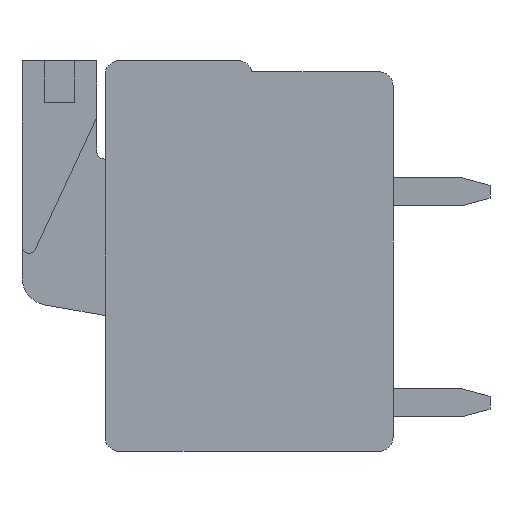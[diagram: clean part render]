
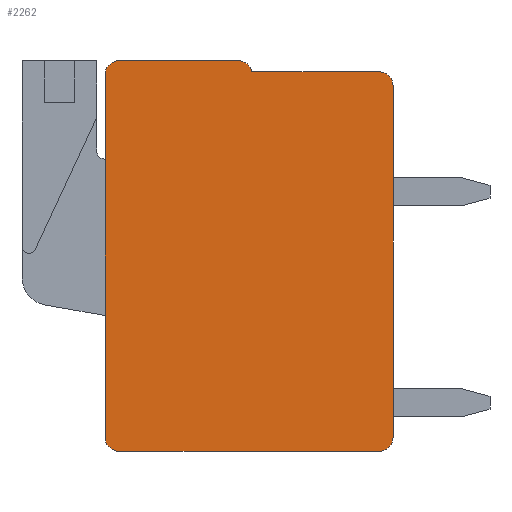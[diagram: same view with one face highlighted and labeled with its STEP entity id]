
A CAD part, left-side view. The second image highlights one B-rep face of the part: STEP entity #2262.
In plain terms, the highlighted planar face has unit normal (-1, 0, 0).
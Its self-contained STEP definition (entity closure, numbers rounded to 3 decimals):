
#14 = DIRECTION ( 'NONE',  ( 0., 0., -1. ) ) ;
#26 = VECTOR ( 'NONE', #1489, 1000. ) ;
#140 = CARTESIAN_POINT ( 'NONE',  ( 20.42, 5.1, -0.4 ) ) ;
#194 = DIRECTION ( 'NONE',  ( -1., 0., 0. ) ) ;
#309 = ORIENTED_EDGE ( 'NONE', *, *, #2503, .T. ) ;
#352 = EDGE_CURVE ( 'NONE', #3637, #988, #2059, .T. ) ;
#384 = CARTESIAN_POINT ( 'NONE',  ( 20.42, 5.59, 0. ) ) ;
#420 = CARTESIAN_POINT ( 'NONE',  ( 20.42, 10.4, 0. ) ) ;
#421 = AXIS2_PLACEMENT_3D ( 'NONE', #3121, #1131, #3463 ) ;
#487 = CIRCLE ( 'NONE', #1238, 0.5 ) ;
#525 = EDGE_CURVE ( 'NONE', #1210, #3637, #2680, .T. ) ;
#561 = CARTESIAN_POINT ( 'NONE',  ( 20.42, 0.5, -13.6 ) ) ;
#587 = PLANE ( 'NONE',  #1714 ) ;
#607 = ORIENTED_EDGE ( 'NONE', *, *, #525, .T. ) ;
#613 = VERTEX_POINT ( 'NONE', #3080 ) ;
#656 = VERTEX_POINT ( 'NONE', #3778 ) ;
#733 = EDGE_CURVE ( 'NONE', #656, #2649, #1891, .T. ) ;
#767 = VERTEX_POINT ( 'NONE', #140 ) ;
#894 = DIRECTION ( 'NONE',  ( 0., 0., -1. ) ) ;
#949 = CARTESIAN_POINT ( 'NONE',  ( 20.42, 10.4, -0.5 ) ) ;
#973 = CARTESIAN_POINT ( 'NONE',  ( 20.42, 9.9, -13.6 ) ) ;
#988 = VERTEX_POINT ( 'NONE', #949 ) ;
#1131 = DIRECTION ( 'NONE',  ( -1., 0., 0. ) ) ;
#1210 = VERTEX_POINT ( 'NONE', #384 ) ;
#1238 = AXIS2_PLACEMENT_3D ( 'NONE', #973, #3298, #1318 ) ;
#1263 = ORIENTED_EDGE ( 'NONE', *, *, #3156, .F. ) ;
#1264 = VECTOR ( 'NONE', #4123, 1000. ) ;
#1318 = DIRECTION ( 'NONE',  ( 0., 0., -1. ) ) ;
#1422 = EDGE_CURVE ( 'NONE', #3979, #613, #1698, .T. ) ;
#1429 = FACE_OUTER_BOUND ( 'NONE', #2011, .T. ) ;
#1440 = CARTESIAN_POINT ( 'NONE',  ( 20.42, 0., -0.4 ) ) ;
#1489 = DIRECTION ( 'NONE',  ( 0., 1., 0. ) ) ;
#1574 = LINE ( 'NONE', #1440, #4043 ) ;
#1698 = CIRCLE ( 'NONE', #3276, 0.5 ) ;
#1714 = AXIS2_PLACEMENT_3D ( 'NONE', #3586, #2327, #14 ) ;
#1750 = ORIENTED_EDGE ( 'NONE', *, *, #4081, .T. ) ;
#1806 = CARTESIAN_POINT ( 'NONE',  ( 20.42, 10.4, -13.6 ) ) ;
#1891 = CIRCLE ( 'NONE', #421, 0.5 ) ;
#1993 = EDGE_CURVE ( 'NONE', #767, #2649, #1574, .T. ) ;
#2011 = EDGE_LOOP ( 'NONE', ( #3359, #1263, #2238, #1750, #3852, #2093, #3496, #607, #2318, #309 ) ) ;
#2059 = CIRCLE ( 'NONE', #3224, 0.5 ) ;
#2093 = ORIENTED_EDGE ( 'NONE', *, *, #1993, .F. ) ;
#2144 = LINE ( 'NONE', #420, #1264 ) ;
#2185 = CARTESIAN_POINT ( 'NONE',  ( 20.42, 5.59, -0.5 ) ) ;
#2194 = CIRCLE ( 'NONE', #2647, 0.5 ) ;
#2238 = ORIENTED_EDGE ( 'NONE', *, *, #1422, .T. ) ;
#2262 = ADVANCED_FACE ( 'NONE', ( #1429 ), #587, .F. ) ;
#2318 = ORIENTED_EDGE ( 'NONE', *, *, #352, .T. ) ;
#2319 = CARTESIAN_POINT ( 'NONE',  ( 20.42, 0.5, -14.1 ) ) ;
#2327 = DIRECTION ( 'NONE',  ( 1., 0., 0. ) ) ;
#2407 = DIRECTION ( 'NONE',  ( -1., 0., 0. ) ) ;
#2410 = VERTEX_POINT ( 'NONE', #3381 ) ;
#2441 = LINE ( 'NONE', #2694, #4143 ) ;
#2503 = EDGE_CURVE ( 'NONE', #988, #4264, #2144, .T. ) ;
#2515 = DIRECTION ( 'NONE',  ( 0., 0., -1. ) ) ;
#2637 = EDGE_CURVE ( 'NONE', #767, #1210, #2194, .T. ) ;
#2647 = AXIS2_PLACEMENT_3D ( 'NONE', #2185, #194, #2515 ) ;
#2649 = VERTEX_POINT ( 'NONE', #2835 ) ;
#2680 = LINE ( 'NONE', #3138, #26 ) ;
#2694 = CARTESIAN_POINT ( 'NONE',  ( 20.42, 0., -14.1 ) ) ;
#2835 = CARTESIAN_POINT ( 'NONE',  ( 20.42, 0.5, -0.4 ) ) ;
#2883 = DIRECTION ( 'NONE',  ( -1., 0., 0. ) ) ;
#3036 = DIRECTION ( 'NONE',  ( 0., 0., 1. ) ) ;
#3080 = CARTESIAN_POINT ( 'NONE',  ( 20.42, 0., -13.6 ) ) ;
#3121 = CARTESIAN_POINT ( 'NONE',  ( 20.42, 0.5, -0.9 ) ) ;
#3138 = CARTESIAN_POINT ( 'NONE',  ( 20.42, 13.4, 0. ) ) ;
#3156 = EDGE_CURVE ( 'NONE', #3979, #2410, #3439, .T. ) ;
#3224 = AXIS2_PLACEMENT_3D ( 'NONE', #4198, #2407, #3678 ) ;
#3276 = AXIS2_PLACEMENT_3D ( 'NONE', #561, #2883, #894 ) ;
#3298 = DIRECTION ( 'NONE',  ( -1., 0., 0. ) ) ;
#3359 = ORIENTED_EDGE ( 'NONE', *, *, #3604, .T. ) ;
#3381 = CARTESIAN_POINT ( 'NONE',  ( 20.42, 9.9, -14.1 ) ) ;
#3439 = LINE ( 'NONE', #3608, #4255 ) ;
#3446 = DIRECTION ( 'NONE',  ( 0., -1., 0. ) ) ;
#3463 = DIRECTION ( 'NONE',  ( 0., 0., -1. ) ) ;
#3496 = ORIENTED_EDGE ( 'NONE', *, *, #2637, .T. ) ;
#3586 = CARTESIAN_POINT ( 'NONE',  ( 20.42, 13.4, -14.1 ) ) ;
#3604 = EDGE_CURVE ( 'NONE', #4264, #2410, #487, .T. ) ;
#3608 = CARTESIAN_POINT ( 'NONE',  ( 20.42, 13.4, -14.1 ) ) ;
#3637 = VERTEX_POINT ( 'NONE', #3662 ) ;
#3662 = CARTESIAN_POINT ( 'NONE',  ( 20.42, 9.9, 0. ) ) ;
#3678 = DIRECTION ( 'NONE',  ( 0., 0., -1. ) ) ;
#3778 = CARTESIAN_POINT ( 'NONE',  ( 20.42, 0., -0.9 ) ) ;
#3852 = ORIENTED_EDGE ( 'NONE', *, *, #733, .T. ) ;
#3964 = DIRECTION ( 'NONE',  ( 0., 1., 0. ) ) ;
#3979 = VERTEX_POINT ( 'NONE', #2319 ) ;
#4043 = VECTOR ( 'NONE', #3446, 1000. ) ;
#4081 = EDGE_CURVE ( 'NONE', #613, #656, #2441, .T. ) ;
#4123 = DIRECTION ( 'NONE',  ( 0., 0., -1. ) ) ;
#4143 = VECTOR ( 'NONE', #3036, 1000. ) ;
#4198 = CARTESIAN_POINT ( 'NONE',  ( 20.42, 9.9, -0.5 ) ) ;
#4255 = VECTOR ( 'NONE', #3964, 1000. ) ;
#4264 = VERTEX_POINT ( 'NONE', #1806 ) ;
